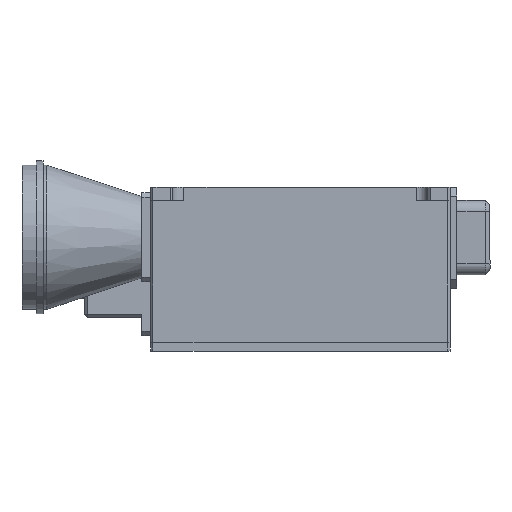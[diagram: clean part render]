
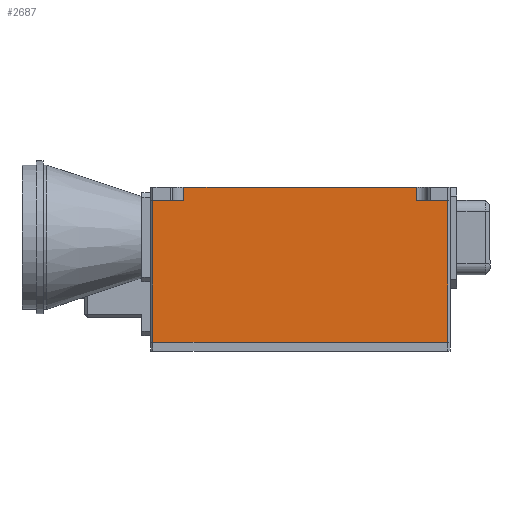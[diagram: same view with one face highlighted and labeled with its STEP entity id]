
A CAD part, front view. The second image highlights one B-rep face of the part: STEP entity #2687.
In plain terms, the highlighted planar face has unit normal (0, -1, 0).
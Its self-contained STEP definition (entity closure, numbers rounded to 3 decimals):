
#57 = DIRECTION ( 'NONE',  ( 0., 0., -1. ) ) ;
#91 = DIRECTION ( 'NONE',  ( 0., 0., 1. ) ) ;
#120 = LINE ( 'NONE', #6418, #4553 ) ;
#184 = VERTEX_POINT ( 'NONE', #5309 ) ;
#282 = ORIENTED_EDGE ( 'NONE', *, *, #425, .F. ) ;
#350 = DIRECTION ( 'NONE',  ( 0., 0., -1. ) ) ;
#400 = ORIENTED_EDGE ( 'NONE', *, *, #2166, .T. ) ;
#425 = EDGE_CURVE ( 'NONE', #2990, #184, #7879, .T. ) ;
#430 = CARTESIAN_POINT ( 'NONE',  ( -54.183, -29.559, -8.65 ) ) ;
#673 = EDGE_CURVE ( 'NONE', #3239, #1705, #6020, .T. ) ;
#865 = VERTEX_POINT ( 'NONE', #2098 ) ;
#886 = CARTESIAN_POINT ( 'NONE',  ( -55.183, -29.559, -2.65 ) ) ;
#1184 = VECTOR ( 'NONE', #5085, 1000. ) ;
#1193 = PLANE ( 'NONE',  #8265 ) ;
#1378 = CARTESIAN_POINT ( 'NONE',  ( -55.183, -29.559, -76.65 ) ) ;
#1705 = VERTEX_POINT ( 'NONE', #4629 ) ;
#1777 = CARTESIAN_POINT ( 'NONE',  ( -55.183, -29.559, -72.65 ) ) ;
#1825 = VECTOR ( 'NONE', #6724, 1000. ) ;
#2098 = CARTESIAN_POINT ( 'NONE',  ( -40.183, -29.559, -2.65 ) ) ;
#2166 = EDGE_CURVE ( 'NONE', #865, #5466, #3482, .T. ) ;
#2230 = CARTESIAN_POINT ( 'NONE',  ( 64.817, -29.559, -76.65 ) ) ;
#2413 = CARTESIAN_POINT ( 'NONE',  ( 78.817, -29.559, -72.65 ) ) ;
#2687 = ADVANCED_FACE ( 'NONE', ( #3356 ), #1193, .F. ) ;
#2757 = CARTESIAN_POINT ( 'NONE',  ( 79.817, -29.559, -8.65 ) ) ;
#2864 = CARTESIAN_POINT ( 'NONE',  ( -40.183, -29.559, -76.65 ) ) ;
#2983 = VECTOR ( 'NONE', #350, 1000. ) ;
#2990 = VERTEX_POINT ( 'NONE', #2413 ) ;
#3098 = ORIENTED_EDGE ( 'NONE', *, *, #6404, .T. ) ;
#3195 = CARTESIAN_POINT ( 'NONE',  ( 64.817, -29.559, -2.65 ) ) ;
#3220 = VECTOR ( 'NONE', #4422, 1000. ) ;
#3239 = VERTEX_POINT ( 'NONE', #5564 ) ;
#3356 = FACE_OUTER_BOUND ( 'NONE', #8363, .T. ) ;
#3460 = DIRECTION ( 'NONE',  ( -1., 0., 0. ) ) ;
#3482 = LINE ( 'NONE', #2864, #7128 ) ;
#3650 = ORIENTED_EDGE ( 'NONE', *, *, #673, .T. ) ;
#3656 = LINE ( 'NONE', #886, #3220 ) ;
#3741 = CARTESIAN_POINT ( 'NONE',  ( -40.183, -29.559, -8.65 ) ) ;
#3853 = LINE ( 'NONE', #2230, #6170 ) ;
#4150 = VECTOR ( 'NONE', #3460, 1000. ) ;
#4180 = LINE ( 'NONE', #8531, #1184 ) ;
#4410 = DIRECTION ( 'NONE',  ( 0., 0., 1. ) ) ;
#4422 = DIRECTION ( 'NONE',  ( -1., 0., 0. ) ) ;
#4553 = VECTOR ( 'NONE', #4410, 1000. ) ;
#4629 = CARTESIAN_POINT ( 'NONE',  ( 64.817, -29.559, -8.65 ) ) ;
#4880 = DIRECTION ( 'NONE',  ( 0., 1., 0. ) ) ;
#4915 = EDGE_CURVE ( 'NONE', #5591, #865, #3656, .T. ) ;
#5005 = ORIENTED_EDGE ( 'NONE', *, *, #5545, .T. ) ;
#5037 = VERTEX_POINT ( 'NONE', #430 ) ;
#5085 = DIRECTION ( 'NONE',  ( -1., 0., 0. ) ) ;
#5306 = EDGE_CURVE ( 'NONE', #2990, #3239, #120, .T. ) ;
#5309 = CARTESIAN_POINT ( 'NONE',  ( -54.183, -29.559, -72.65 ) ) ;
#5466 = VERTEX_POINT ( 'NONE', #3741 ) ;
#5545 = EDGE_CURVE ( 'NONE', #5037, #184, #6185, .T. ) ;
#5564 = CARTESIAN_POINT ( 'NONE',  ( 78.817, -29.559, -8.65 ) ) ;
#5591 = VERTEX_POINT ( 'NONE', #3195 ) ;
#5896 = ORIENTED_EDGE ( 'NONE', *, *, #5306, .T. ) ;
#6020 = LINE ( 'NONE', #2757, #4150 ) ;
#6024 = ORIENTED_EDGE ( 'NONE', *, *, #7005, .T. ) ;
#6170 = VECTOR ( 'NONE', #91, 1000. ) ;
#6185 = LINE ( 'NONE', #8116, #2983 ) ;
#6312 = DIRECTION ( 'NONE',  ( 0., 0., 1. ) ) ;
#6404 = EDGE_CURVE ( 'NONE', #1705, #5591, #3853, .T. ) ;
#6418 = CARTESIAN_POINT ( 'NONE',  ( 78.817, -29.559, -76.65 ) ) ;
#6724 = DIRECTION ( 'NONE',  ( -1., 0., 0. ) ) ;
#7005 = EDGE_CURVE ( 'NONE', #5466, #5037, #4180, .T. ) ;
#7126 = ORIENTED_EDGE ( 'NONE', *, *, #4915, .T. ) ;
#7128 = VECTOR ( 'NONE', #57, 1000. ) ;
#7879 = LINE ( 'NONE', #1777, #1825 ) ;
#8116 = CARTESIAN_POINT ( 'NONE',  ( -54.183, -29.559, -76.65 ) ) ;
#8265 = AXIS2_PLACEMENT_3D ( 'NONE', #1378, #4880, #6312 ) ;
#8363 = EDGE_LOOP ( 'NONE', ( #400, #6024, #5005, #282, #5896, #3650, #3098, #7126 ) ) ;
#8531 = CARTESIAN_POINT ( 'NONE',  ( -55.183, -29.559, -8.65 ) ) ;
